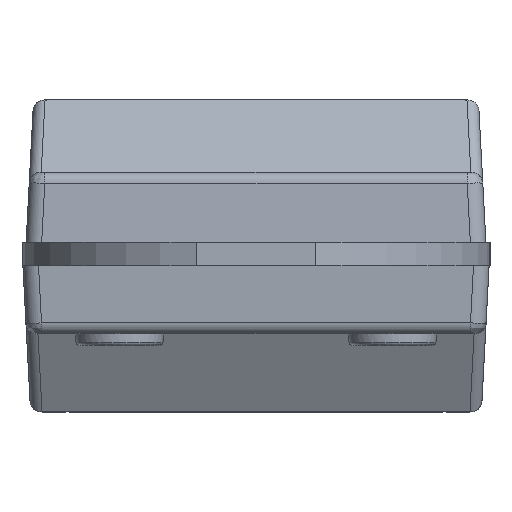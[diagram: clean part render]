
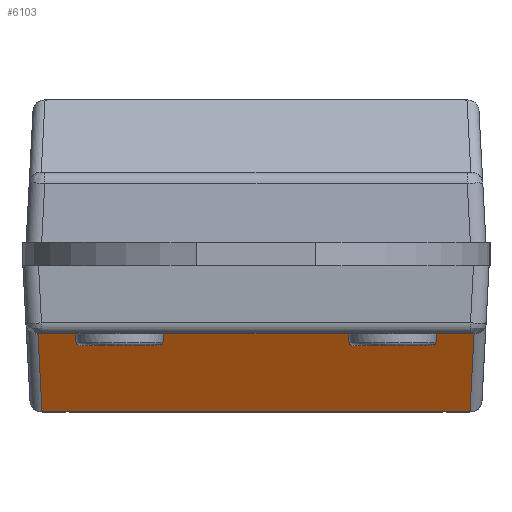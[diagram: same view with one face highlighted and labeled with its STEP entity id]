
A CAD part, left-side view. The second image highlights one B-rep face of the part: STEP entity #6103.
In plain terms, the highlighted planar face has unit normal (-0.881, 0, -0.473).
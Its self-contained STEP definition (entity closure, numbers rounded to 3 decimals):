
#1537=CARTESIAN_POINT('',(-5.003,5.592,-1.85));
#1698=DIRECTION('',(-0.472,0.046,0.88));
#1699=VECTOR('',#1698,2.272);
#1700=CARTESIAN_POINT('',(-3.93,5.487,-3.85));
#1701=LINE('',#1700,#1699);
#1702=DIRECTION('',(0.,-1.,0.));
#1703=VECTOR('',#1702,11.183);
#1704=CARTESIAN_POINT('',(-5.003,5.592,-1.85));
#1705=LINE('',#1704,#1703);
#1706=DIRECTION('',(-0.472,-0.046,0.88));
#1707=VECTOR('',#1706,2.272);
#1708=CARTESIAN_POINT('',(-3.93,-5.487,-3.85));
#1709=LINE('',#1708,#1707);
#1710=DIRECTION('',(0.,1.,0.));
#1711=VECTOR('',#1710,10.974);
#1712=CARTESIAN_POINT('',(-3.93,-5.487,-3.85));
#1713=LINE('',#1712,#1711);
#3064=VERTEX_POINT('',#1537);
#3065=CARTESIAN_POINT('',(-3.93,5.487,-3.85));
#3066=VERTEX_POINT('',#3065);
#3071=CARTESIAN_POINT('',(-3.93,-5.487,-3.85));
#3072=CARTESIAN_POINT('',(-5.003,-5.592,-1.85));
#3073=VERTEX_POINT('',#3071);
#3074=VERTEX_POINT('',#3072);
#6092=CARTESIAN_POINT('',(-3.944,-6.,-3.824));
#6093=DIRECTION('',(-0.881,0.,-0.473));
#6094=DIRECTION('',(-0.473,0.,0.881));
#6095=AXIS2_PLACEMENT_3D('',#6092,#6093,#6094);
#6096=PLANE('',#6095);
#6097=ORIENTED_EDGE('',*,*,#5859,.T.);
#6098=ORIENTED_EDGE('',*,*,#5904,.T.);
#6099=ORIENTED_EDGE('',*,*,#6080,.F.);
#6100=ORIENTED_EDGE('',*,*,#4702,.T.);
#6101=EDGE_LOOP('',(#6097,#6098,#6099,#6100));
#6102=FACE_OUTER_BOUND('',#6101,.F.);
#6103=ADVANCED_FACE('',(#6102),#6096,.T.);
#4702=EDGE_CURVE('',#3073,#3066,#1713,.T.);
#5859=EDGE_CURVE('',#3066,#3064,#1701,.T.);
#5904=EDGE_CURVE('',#3064,#3074,#1705,.T.);
#6080=EDGE_CURVE('',#3073,#3074,#1709,.T.);
